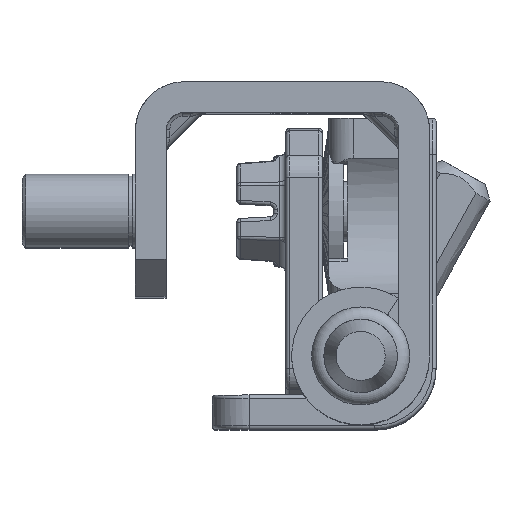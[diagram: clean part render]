
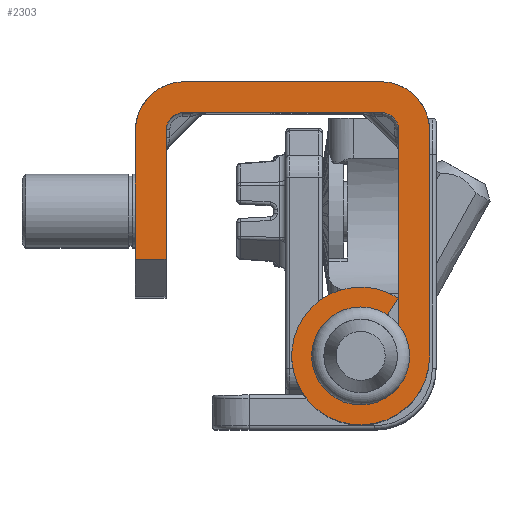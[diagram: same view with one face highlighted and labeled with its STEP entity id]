
A CAD part, top view. The second image highlights one B-rep face of the part: STEP entity #2303.
In plain terms, the highlighted planar face has unit normal (0, 0, 1).
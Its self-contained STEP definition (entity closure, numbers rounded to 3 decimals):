
#2303=ADVANCED_FACE('',(#3307),#3308,.F.);
#3307=FACE_OUTER_BOUND('',#7792,.T.);
#3308=PLANE('',#7793);
#7792=EDGE_LOOP('',(#14682,#14683,#14684,#14685,#14686,#14687,#14688,#14689,#14690,#14691,#14692,#14693,#14694,#14695));
#7793=AXIS2_PLACEMENT_3D('',#14696,#14697,#14698);
#14682=ORIENTED_EDGE('',*,*,#20490,.F.);
#14683=ORIENTED_EDGE('',*,*,#20695,.T.);
#14684=ORIENTED_EDGE('',*,*,#20696,.F.);
#14685=ORIENTED_EDGE('',*,*,#20697,.T.);
#14686=ORIENTED_EDGE('',*,*,#20698,.F.);
#14687=ORIENTED_EDGE('',*,*,#20699,.T.);
#14688=ORIENTED_EDGE('',*,*,#20700,.F.);
#14689=ORIENTED_EDGE('',*,*,#20701,.F.);
#14690=ORIENTED_EDGE('',*,*,#20702,.F.);
#14691=ORIENTED_EDGE('',*,*,#20703,.F.);
#14692=ORIENTED_EDGE('',*,*,#20704,.F.);
#14693=ORIENTED_EDGE('',*,*,#20705,.T.);
#14694=ORIENTED_EDGE('',*,*,#20706,.F.);
#14695=ORIENTED_EDGE('',*,*,#20554,.T.);
#14696=CARTESIAN_POINT('',(0.0,0.0,45.0));
#14697=DIRECTION('',(0.0,0.0,-1.0));
#14698=DIRECTION('',(0.,-1.0,0.0));
#20490=EDGE_CURVE('',#22682,#22684,#22685,.T.);
#20554=EDGE_CURVE('',#22792,#22684,#22795,.F.);
#20695=EDGE_CURVE('',#22682,#23008,#23009,.T.);
#20696=EDGE_CURVE('',#23010,#23008,#23011,.T.);
#20697=EDGE_CURVE('',#23010,#23012,#23013,.T.);
#20698=EDGE_CURVE('',#23014,#23012,#23015,.T.);
#20699=EDGE_CURVE('',#23014,#23016,#23017,.T.);
#20700=EDGE_CURVE('',#23018,#23016,#23019,.T.);
#20701=EDGE_CURVE('',#23020,#23018,#23021,.T.);
#20702=EDGE_CURVE('',#23022,#23020,#23023,.T.);
#20703=EDGE_CURVE('',#23024,#23022,#23025,.T.);
#20704=EDGE_CURVE('',#23026,#23024,#23027,.T.);
#20705=EDGE_CURVE('',#23026,#23028,#23029,.F.);
#20706=EDGE_CURVE('',#22792,#23028,#23030,.T.);
#22682=VERTEX_POINT('',#26180);
#22684=VERTEX_POINT('',#26183);
#22685=LINE('',#26184,#26185);
#22792=VERTEX_POINT('',#26394);
#22795=CIRCLE('',#26404,4.0);
#23008=VERTEX_POINT('',#26769);
#23009=LINE('',#26770,#26771);
#23010=VERTEX_POINT('',#26772);
#23011=LINE('',#26773,#26774);
#23012=VERTEX_POINT('',#26775);
#23013=CIRCLE('',#26776,1.5);
#23014=VERTEX_POINT('',#26777);
#23015=LINE('',#26778,#26779);
#23016=VERTEX_POINT('',#26780);
#23017=CIRCLE('',#26781,1.5);
#23018=VERTEX_POINT('',#26782);
#23019=LINE('',#26783,#26784);
#23020=VERTEX_POINT('',#26785);
#23021=CIRCLE('',#26786,3.125);
#23022=VERTEX_POINT('',#26787);
#23023=LINE('',#26788,#26789);
#23024=VERTEX_POINT('',#26790);
#23025=CIRCLE('',#26791,5.625);
#23026=VERTEX_POINT('',#26792);
#23027=LINE('',#26793,#26794);
#23028=VERTEX_POINT('',#26795);
#23029=CIRCLE('',#26796,4.0);
#23030=LINE('',#26797,#26798);
#26180=CARTESIAN_POINT('',(-18.375,7.875,45.0));
#26183=CARTESIAN_POINT('',(-18.375,18.375,45.0));
#26184=CARTESIAN_POINT('',(-18.375,4.875,45.0));
#26185=VECTOR('',#32724,1.0);
#26394=CARTESIAN_POINT('',(-14.375,22.375,45.0));
#26404=AXIS2_PLACEMENT_3D('',#32831,#32832,#32833);
#26769=CARTESIAN_POINT('',(-15.875,7.875,45.0));
#26770=CARTESIAN_POINT('',(-15.875,7.875,45.0));
#26771=VECTOR('',#33076,1.0);
#26772=CARTESIAN_POINT('',(-15.875,18.375,45.0));
#26773=CARTESIAN_POINT('',(-15.875,19.875,45.0));
#26774=VECTOR('',#33077,1.0);
#26775=CARTESIAN_POINT('',(-14.375,19.875,45.0));
#26776=AXIS2_PLACEMENT_3D('',#33078,#33079,#33080);
#26777=CARTESIAN_POINT('',(1.625,19.875,45.0));
#26778=CARTESIAN_POINT('',(3.125,19.875,45.0));
#26779=VECTOR('',#33081,1.0);
#26780=CARTESIAN_POINT('',(3.125,18.375,45.0));
#26781=AXIS2_PLACEMENT_3D('',#33082,#33083,#33084);
#26782=CARTESIAN_POINT('',(3.125,0.0,45.0));
#26783=CARTESIAN_POINT('',(3.125,0.,45.0));
#26784=VECTOR('',#33085,1.0);
#26785=CARTESIAN_POINT('',(1.702,2.621,45.0));
#26786=AXIS2_PLACEMENT_3D('',#33086,#33087,#33088);
#26787=CARTESIAN_POINT('',(3.064,4.718,45.0));
#26788=CARTESIAN_POINT('',(3.064,4.718,45.0));
#26789=VECTOR('',#33089,1.0);
#26790=CARTESIAN_POINT('',(5.625,0.,45.0));
#26791=AXIS2_PLACEMENT_3D('',#33090,#33091,#33092);
#26792=CARTESIAN_POINT('',(5.625,18.375,45.0));
#26793=CARTESIAN_POINT('',(5.625,22.375,45.0));
#26794=VECTOR('',#33093,1.0);
#26795=CARTESIAN_POINT('',(1.625,22.375,45.0));
#26796=AXIS2_PLACEMENT_3D('',#33094,#33095,#33096);
#26797=CARTESIAN_POINT('',(-18.375,22.375,45.0));
#26798=VECTOR('',#33097,1.0);
#32724=DIRECTION('',(0.0,1.0,0.0));
#32831=CARTESIAN_POINT('',(-14.375,18.375,45.0));
#32832=DIRECTION('',(0.0,0.0,-1.0));
#32833=DIRECTION('',(-1.0,0.0,0.0));
#33076=DIRECTION('',(1.0,0.,0.0));
#33077=DIRECTION('',(0.,-1.0,0.0));
#33078=CARTESIAN_POINT('',(-14.375,18.375,45.0));
#33079=DIRECTION('',(0.0,0.0,-1.0));
#33080=DIRECTION('',(-1.0,0.0,0.0));
#33081=DIRECTION('',(-1.0,0.0,0.0));
#33082=CARTESIAN_POINT('',(1.625,18.375,45.0));
#33083=DIRECTION('',(0.0,0.0,-1.0));
#33084=DIRECTION('',(-1.0,0.0,0.0));
#33085=DIRECTION('',(0.,1.0,0.0));
#33086=CARTESIAN_POINT('',(0.0,0.0,45.0));
#33087=DIRECTION('',(0.0,-0.0,1.0));
#33088=DIRECTION('',(1.0,0.,0.0));
#33089=DIRECTION('',(-0.545,-0.839,0.0));
#33090=CARTESIAN_POINT('',(0.0,0.0,45.0));
#33091=DIRECTION('',(0.0,0.0,-1.0));
#33092=DIRECTION('',(1.0,0.,0.0));
#33093=DIRECTION('',(0.0,-1.0,0.0));
#33094=CARTESIAN_POINT('',(1.625,18.375,45.0));
#33095=DIRECTION('',(0.0,0.0,-1.0));
#33096=DIRECTION('',(-1.0,0.0,0.0));
#33097=DIRECTION('',(1.0,0.,0.0));
